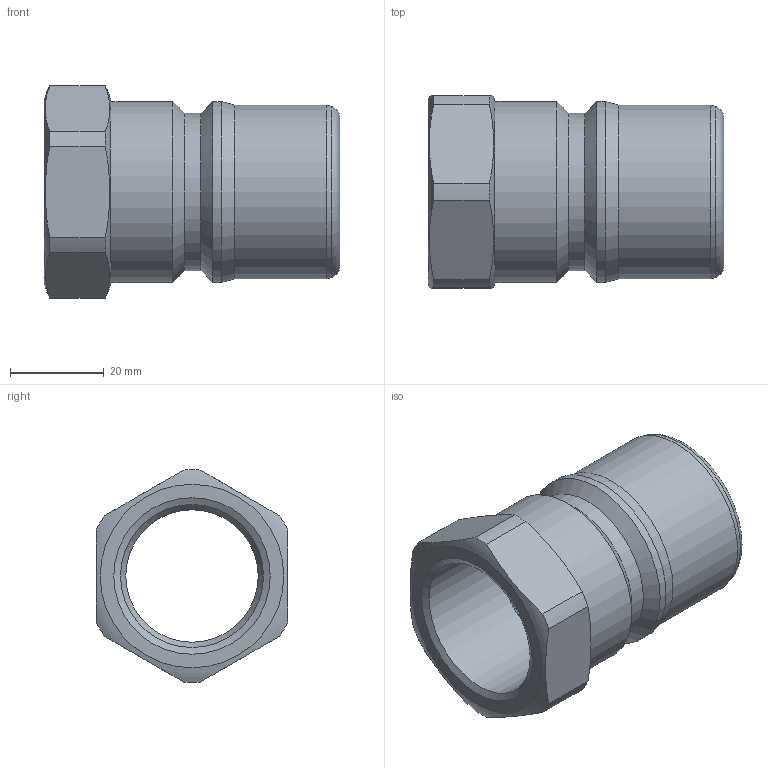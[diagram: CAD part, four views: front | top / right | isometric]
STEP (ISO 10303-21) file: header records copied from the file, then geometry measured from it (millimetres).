
FILE_DESCRIPTION (( 'STEP AP214' ), '1' );
FILE_NAME ('BB25.6105_IC.STEP', '2016-09-22T10:21:48', ( '' ), ( '' ), 'SwSTEP 2.0', 'SolidWorks 2016', '' );
FILE_SCHEMA (( 'AUTOMOTIVE_DESIGN' ));
Length unit declared in the file: millimetre
Products named in the file (1): BB25.6105_IC
Bounding box: 63.09 x 41 x 45.43 mm (x, y, z)
Volume: 31556 mm3; surface area: 14838.8 mm2
Topology: 1 solids, 1 shells, 32 faces, 74 edges, 45 vertices
Faces by surface type: cylinder 12, plane 9, cone 8, torus 3
Full cylindrical faces by diameter (mm): 28.302 x1, 30.549 x1, 33.608 x1, 37.146 x1, 38.679 x2
Entity records: 948 total; most frequent: CARTESIAN_POINT 263, DIRECTION 140, ORIENTED_EDGE 110, AXIS2_PLACEMENT_3D 64, EDGE_CURVE 55, EDGE_LOOP 52, VERTEX_POINT 43, FACE_OUTER_BOUND 41
